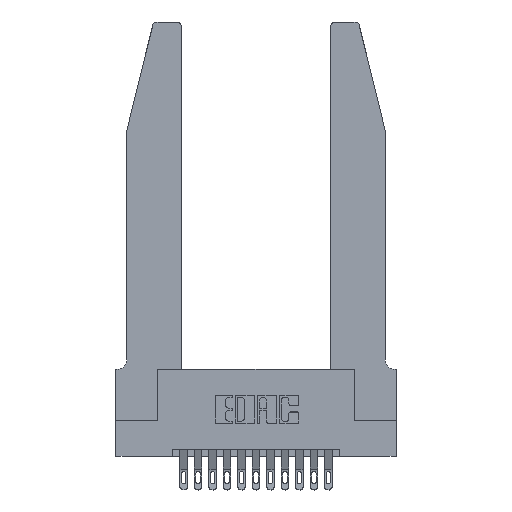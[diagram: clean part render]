
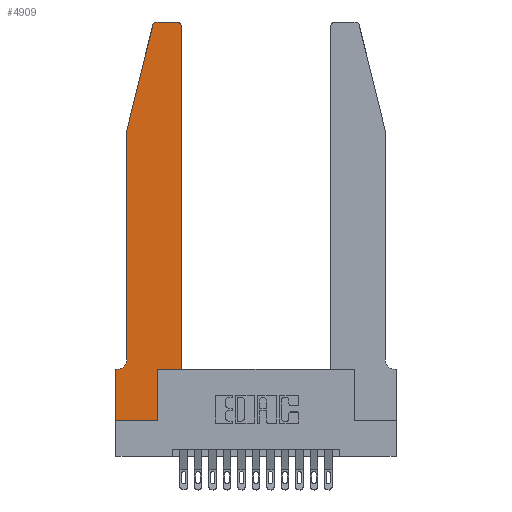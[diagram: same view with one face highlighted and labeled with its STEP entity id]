
A CAD part, top view. The second image highlights one B-rep face of the part: STEP entity #4909.
In plain terms, the highlighted planar face has unit normal (0, 0, 1).
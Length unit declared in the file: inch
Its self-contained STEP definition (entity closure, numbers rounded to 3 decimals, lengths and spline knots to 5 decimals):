
#6 = ORIENTED_EDGE ( 'NONE', *, *, #13942, .T. ) ;
#253 = VERTEX_POINT ( 'NONE', #11086 ) ;
#391 = VERTEX_POINT ( 'NONE', #11357 ) ;
#797 = VECTOR ( 'NONE', #10830, 39.37008 ) ;
#1015 = VERTEX_POINT ( 'NONE', #11671 ) ;
#1263 = CARTESIAN_POINT ( 'NONE',  ( 0.2865, 0.35, 0.37 ) ) ;
#1436 = CARTESIAN_POINT ( 'NONE',  ( 0.0755, 0.42, 0.37 ) ) ;
#1905 = DIRECTION ( 'NONE',  ( -1., 0., 0. ) ) ;
#2104 = VERTEX_POINT ( 'NONE', #15270 ) ;
#2229 = DIRECTION ( 'NONE',  ( 0., -1., 0. ) ) ;
#2262 = EDGE_CURVE ( 'NONE', #11298, #9541, #11534, .T. ) ;
#2326 = CARTESIAN_POINT ( 'NONE',  ( 0.0755, 2., 0.37 ) ) ;
#2500 = CARTESIAN_POINT ( 'NONE',  ( 0.4505, 0.35, 0.37 ) ) ;
#2536 = VECTOR ( 'NONE', #1905, 39.37008 ) ;
#2577 = FACE_OUTER_BOUND ( 'NONE', #14059, .T. ) ;
#2623 = LINE ( 'NONE', #11888, #17613 ) ;
#2720 = EDGE_CURVE ( 'NONE', #1015, #12973, #5034, .T. ) ;
#2752 = ORIENTED_EDGE ( 'NONE', *, *, #4230, .T. ) ;
#2770 = AXIS2_PLACEMENT_3D ( 'NONE', #15862, #17216, #9128 ) ;
#2951 = CARTESIAN_POINT ( 'NONE',  ( 0.0755, 2., 0.37 ) ) ;
#3013 = DIRECTION ( 'NONE',  ( -1., 0., 0. ) ) ;
#3601 = DIRECTION ( 'NONE',  ( 1., 0., 0. ) ) ;
#3758 = DIRECTION ( 'NONE',  ( -0.239, -0.971, 0. ) ) ;
#3920 = EDGE_CURVE ( 'NONE', #14172, #13641, #12942, .T. ) ;
#3986 = EDGE_CURVE ( 'NONE', #2104, #14074, #9344, .T. ) ;
#4056 = CARTESIAN_POINT ( 'NONE',  ( 0.284, 2.75, 0.37 ) ) ;
#4230 = EDGE_CURVE ( 'NONE', #9541, #1015, #15438, .T. ) ;
#4320 = DIRECTION ( 'NONE',  ( 0., 0., -1. ) ) ;
#4714 = DIRECTION ( 'NONE',  ( 0., -1., 0. ) ) ;
#4909 = ADVANCED_FACE ( 'NONE', ( #2577 ), #6346, .T. ) ;
#4956 = EDGE_CURVE ( 'NONE', #15413, #14172, #11902, .T. ) ;
#4981 = VECTOR ( 'NONE', #15763, 39.37008 ) ;
#5034 = LINE ( 'NONE', #2500, #797 ) ;
#5120 = DIRECTION ( 'NONE',  ( 0., 0., 1. ) ) ;
#5450 = AXIS2_PLACEMENT_3D ( 'NONE', #13348, #5120, #14669 ) ;
#5811 = LINE ( 'NONE', #15589, #2536 ) ;
#6031 = VECTOR ( 'NONE', #3758, 39.37008 ) ;
#6113 = ORIENTED_EDGE ( 'NONE', *, *, #13746, .T. ) ;
#6346 = PLANE ( 'NONE',  #2770 ) ;
#6774 = ORIENTED_EDGE ( 'NONE', *, *, #3920, .T. ) ;
#6994 = CARTESIAN_POINT ( 'NONE',  ( 0.2865, 0.35, 0.37 ) ) ;
#7206 = DIRECTION ( 'NONE',  ( 0., 0., 1. ) ) ;
#7276 = ORIENTED_EDGE ( 'NONE', *, *, #2262, .T. ) ;
#7320 = CIRCLE ( 'NONE', #16533, 0.03 ) ;
#7653 = CARTESIAN_POINT ( 'NONE',  ( 0.4505, 0.35, 0.37 ) ) ;
#7813 = CARTESIAN_POINT ( 'NONE',  ( 0.0755, 2., 0.37 ) ) ;
#8259 = VECTOR ( 'NONE', #2229, 39.37008 ) ;
#8563 = CARTESIAN_POINT ( 'NONE',  ( 0.0055, 0.35, 0.37 ) ) ;
#8903 = CARTESIAN_POINT ( 'NONE',  ( 0., 0., 0.37 ) ) ;
#9128 = DIRECTION ( 'NONE',  ( 1., 0., 0. ) ) ;
#9344 = LINE ( 'NONE', #9936, #15242 ) ;
#9541 = VERTEX_POINT ( 'NONE', #1263 ) ;
#9802 = ORIENTED_EDGE ( 'NONE', *, *, #2720, .T. ) ;
#9871 = ORIENTED_EDGE ( 'NONE', *, *, #3986, .T. ) ;
#9936 = CARTESIAN_POINT ( 'NONE',  ( 0.2605, 2.75, 0.37 ) ) ;
#10378 = CIRCLE ( 'NONE', #5450, 0.03 ) ;
#10388 = CARTESIAN_POINT ( 'NONE',  ( 0.2865, 0., 0.37 ) ) ;
#10708 = ORIENTED_EDGE ( 'NONE', *, *, #11329, .T. ) ;
#10802 = ORIENTED_EDGE ( 'NONE', *, *, #13142, .T. ) ;
#10830 = DIRECTION ( 'NONE',  ( 0., 1., 0. ) ) ;
#10975 = VECTOR ( 'NONE', #4714, 39.37008 ) ;
#11086 = CARTESIAN_POINT ( 'NONE',  ( 0.25487, 2.72718, 0.37 ) ) ;
#11298 = VERTEX_POINT ( 'NONE', #10388 ) ;
#11329 = EDGE_CURVE ( 'NONE', #12578, #11298, #2623, .T. ) ;
#11357 = CARTESIAN_POINT ( 'NONE',  ( 0., 0.35, 0.37 ) ) ;
#11534 = LINE ( 'NONE', #6994, #11963 ) ;
#11671 = CARTESIAN_POINT ( 'NONE',  ( 0.4505, 0.35, 0.37 ) ) ;
#11888 = CARTESIAN_POINT ( 'NONE',  ( 0., 0., 0.37 ) ) ;
#11902 = LINE ( 'NONE', #7813, #8259 ) ;
#11963 = VECTOR ( 'NONE', #17826, 39.37008 ) ;
#12548 = CARTESIAN_POINT ( 'NONE',  ( 0.0055, 0.42, 0.37 ) ) ;
#12578 = VERTEX_POINT ( 'NONE', #8903 ) ;
#12939 = CARTESIAN_POINT ( 'NONE',  ( 0., 0., 0.37 ) ) ;
#12942 = CIRCLE ( 'NONE', #16998, 0.07 ) ;
#12973 = VERTEX_POINT ( 'NONE', #15613 ) ;
#13142 = EDGE_CURVE ( 'NONE', #14074, #253, #10378, .T. ) ;
#13325 = LINE ( 'NONE', #2326, #6031 ) ;
#13348 = CARTESIAN_POINT ( 'NONE',  ( 0.284, 2.72, 0.37 ) ) ;
#13641 = VERTEX_POINT ( 'NONE', #8563 ) ;
#13746 = EDGE_CURVE ( 'NONE', #13641, #391, #5811, .T. ) ;
#13910 = DIRECTION ( 'NONE',  ( -1., 0., 0. ) ) ;
#13942 = EDGE_CURVE ( 'NONE', #253, #15413, #13325, .T. ) ;
#13955 = ORIENTED_EDGE ( 'NONE', *, *, #4956, .T. ) ;
#14059 = EDGE_LOOP ( 'NONE', ( #9871, #10802, #6, #13955, #6774, #6113, #16497, #10708, #7276, #2752, #9802, #16229 ) ) ;
#14074 = VERTEX_POINT ( 'NONE', #4056 ) ;
#14172 = VERTEX_POINT ( 'NONE', #1436 ) ;
#14331 = EDGE_CURVE ( 'NONE', #391, #12578, #17704, .T. ) ;
#14669 = DIRECTION ( 'NONE',  ( 1., 0., 0. ) ) ;
#14808 = EDGE_CURVE ( 'NONE', #12973, #2104, #7320, .T. ) ;
#15242 = VECTOR ( 'NONE', #3013, 39.37008 ) ;
#15270 = CARTESIAN_POINT ( 'NONE',  ( 0.4205, 2.75, 0.37 ) ) ;
#15321 = CARTESIAN_POINT ( 'NONE',  ( 0.4205, 2.72, 0.37 ) ) ;
#15413 = VERTEX_POINT ( 'NONE', #2951 ) ;
#15438 = LINE ( 'NONE', #7653, #4981 ) ;
#15589 = CARTESIAN_POINT ( 'NONE',  ( 0.0755, 0.35, 0.37 ) ) ;
#15613 = CARTESIAN_POINT ( 'NONE',  ( 0.4505, 2.72, 0.37 ) ) ;
#15763 = DIRECTION ( 'NONE',  ( 1., 0., 0. ) ) ;
#15862 = CARTESIAN_POINT ( 'NONE',  ( 0., 0.35, 0.37 ) ) ;
#16229 = ORIENTED_EDGE ( 'NONE', *, *, #14808, .T. ) ;
#16497 = ORIENTED_EDGE ( 'NONE', *, *, #14331, .T. ) ;
#16533 = AXIS2_PLACEMENT_3D ( 'NONE', #15321, #7206, #16672 ) ;
#16672 = DIRECTION ( 'NONE',  ( 1., 0., 0. ) ) ;
#16998 = AXIS2_PLACEMENT_3D ( 'NONE', #12548, #4320, #13910 ) ;
#17216 = DIRECTION ( 'NONE',  ( 0., 0., 1. ) ) ;
#17613 = VECTOR ( 'NONE', #3601, 39.37008 ) ;
#17704 = LINE ( 'NONE', #12939, #10975 ) ;
#17826 = DIRECTION ( 'NONE',  ( 0., 1., 0. ) ) ;
